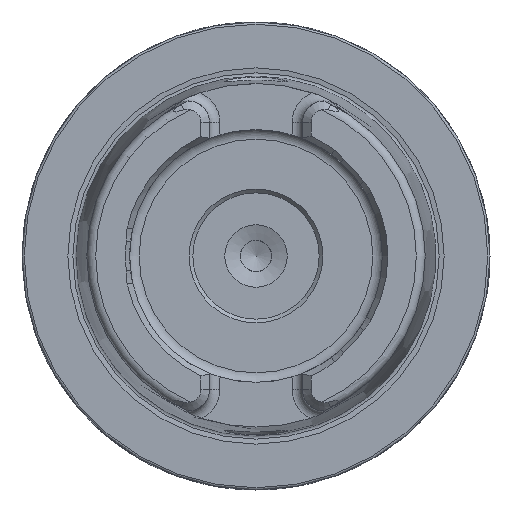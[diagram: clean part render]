
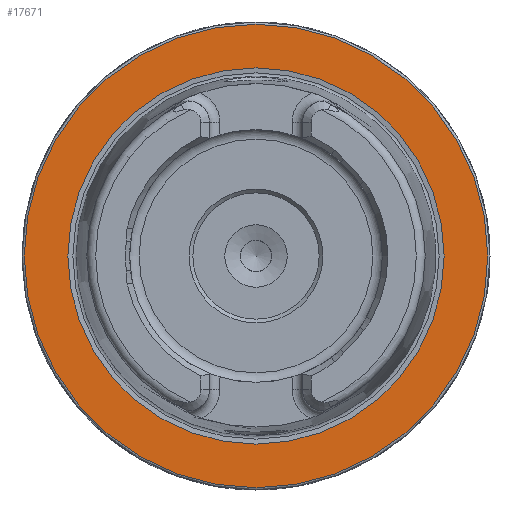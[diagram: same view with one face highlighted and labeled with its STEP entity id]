
A CAD part, left-side view. The second image highlights one B-rep face of the part: STEP entity #17671.
In plain terms, the highlighted planar face has unit normal (-1, 0, 0).
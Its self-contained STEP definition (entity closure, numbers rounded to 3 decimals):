
#212 = CARTESIAN_POINT ( 'NONE',  ( -87.5, 0., 31.2 ) ) ;
#1514 = AXIS2_PLACEMENT_3D ( 'NONE', #20569, #7370, #9713 ) ;
#1715 = CARTESIAN_POINT ( 'NONE',  ( -87.5, 0., 0. ) ) ;
#2234 = FACE_BOUND ( 'NONE', #19120, .T. ) ;
#2925 = FACE_OUTER_BOUND ( 'NONE', #7995, .T. ) ;
#4200 = AXIS2_PLACEMENT_3D ( 'NONE', #1715, #8506, #19341 ) ;
#6377 = EDGE_CURVE ( 'NONE', #26920, #26920, #11263, .T. ) ;
#6994 = CARTESIAN_POINT ( 'NONE',  ( -87.5, 0., 25.324 ) ) ;
#7026 = ORIENTED_EDGE ( 'NONE', *, *, #6377, .T. ) ;
#7370 = DIRECTION ( 'NONE',  ( -1., 0., 0. ) ) ;
#7995 = EDGE_LOOP ( 'NONE', ( #7026 ) ) ;
#8506 = DIRECTION ( 'NONE',  ( -1., 0., 0. ) ) ;
#9713 = DIRECTION ( 'NONE',  ( 0., 0., 1. ) ) ;
#11263 = CIRCLE ( 'NONE', #4200, 31.2 ) ;
#15527 = EDGE_CURVE ( 'NONE', #23551, #23551, #16420, .T. ) ;
#16420 = CIRCLE ( 'NONE', #1514, 25.324 ) ;
#17671 = ADVANCED_FACE ( 'NONE', ( #2234, #2925 ), #24542, .F. ) ;
#18246 = CARTESIAN_POINT ( 'NONE',  ( -87.5, 31.2, 0. ) ) ;
#19120 = EDGE_LOOP ( 'NONE', ( #24788 ) ) ;
#19341 = DIRECTION ( 'NONE',  ( 0., 0., 1. ) ) ;
#20569 = CARTESIAN_POINT ( 'NONE',  ( -87.5, 0., 0. ) ) ;
#20595 = DIRECTION ( 'NONE',  ( 1., 0., 0. ) ) ;
#22795 = AXIS2_PLACEMENT_3D ( 'NONE', #18246, #20595, #26713 ) ;
#23551 = VERTEX_POINT ( 'NONE', #6994 ) ;
#24542 = PLANE ( 'NONE',  #22795 ) ;
#24788 = ORIENTED_EDGE ( 'NONE', *, *, #15527, .F. ) ;
#26713 = DIRECTION ( 'NONE',  ( 0., 0., -1. ) ) ;
#26920 = VERTEX_POINT ( 'NONE', #212 ) ;
